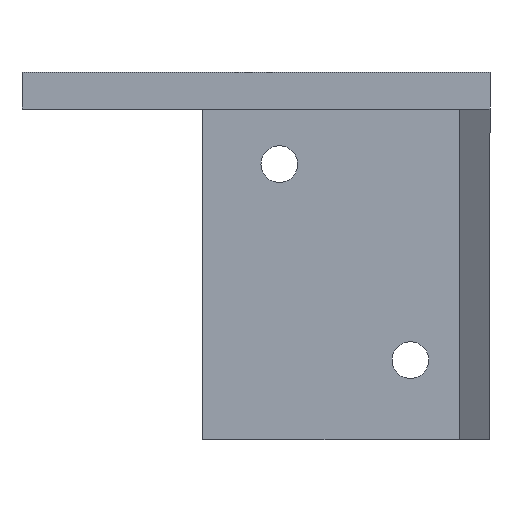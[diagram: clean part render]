
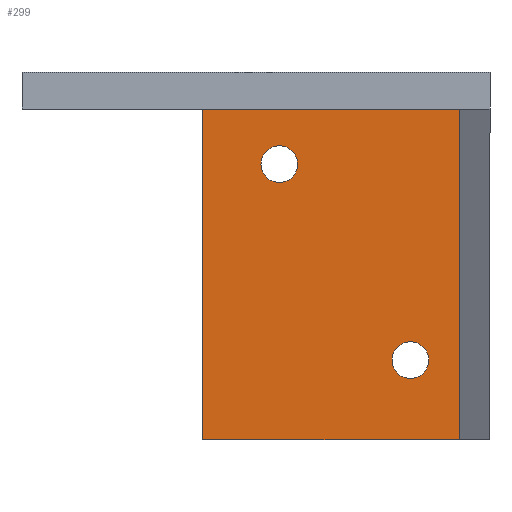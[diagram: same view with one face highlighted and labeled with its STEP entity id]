
A CAD part, front view. The second image highlights one B-rep face of the part: STEP entity #299.
In plain terms, the highlighted planar face has unit normal (0, -1, 0).
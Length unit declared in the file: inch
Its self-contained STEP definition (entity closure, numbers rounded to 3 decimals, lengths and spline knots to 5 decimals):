
#19=FACE_BOUND('',#54,.T.);
#20=FACE_BOUND('',#55,.T.);
#27=CIRCLE('',#338,0.075);
#28=CIRCLE('',#339,0.075);
#37=FACE_OUTER_BOUND('',#53,.T.);
#53=EDGE_LOOP('',(#212,#213,#214,#215));
#54=EDGE_LOOP('',(#216));
#55=EDGE_LOOP('',(#217));
#80=LINE('',#454,#112);
#81=LINE('',#457,#113);
#82=LINE('',#459,#114);
#83=LINE('',#460,#115);
#112=VECTOR('',#370,0.3937);
#113=VECTOR('',#373,0.3937);
#114=VECTOR('',#374,0.3937);
#115=VECTOR('',#375,0.3937);
#142=VERTEX_POINT('',#448);
#143=VERTEX_POINT('',#452);
#144=VERTEX_POINT('',#456);
#145=VERTEX_POINT('',#458);
#146=VERTEX_POINT('',#461);
#147=VERTEX_POINT('',#463);
#170=EDGE_CURVE('',#142,#143,#80,.T.);
#171=EDGE_CURVE('',#143,#144,#81,.T.);
#172=EDGE_CURVE('',#145,#144,#82,.T.);
#173=EDGE_CURVE('',#142,#145,#83,.T.);
#174=EDGE_CURVE('',#146,#146,#27,.T.);
#175=EDGE_CURVE('',#147,#147,#28,.T.);
#212=ORIENTED_EDGE('',*,*,#170,.T.);
#213=ORIENTED_EDGE('',*,*,#171,.T.);
#214=ORIENTED_EDGE('',*,*,#172,.F.);
#215=ORIENTED_EDGE('',*,*,#173,.F.);
#216=ORIENTED_EDGE('',*,*,#174,.F.);
#217=ORIENTED_EDGE('',*,*,#175,.F.);
#287=PLANE('',#337);
#299=ADVANCED_FACE('',(#37,#19,#20),#287,.F.);
#337=AXIS2_PLACEMENT_3D('',#455,#371,#372);
#338=AXIS2_PLACEMENT_3D('',#462,#376,#377);
#339=AXIS2_PLACEMENT_3D('',#464,#378,#379);
#370=DIRECTION('',(0.,0.,1.));
#371=DIRECTION('center_axis',(0.,1.,0.));
#372=DIRECTION('ref_axis',(0.,0.,1.));
#373=DIRECTION('',(-1.,0.,0.));
#374=DIRECTION('',(0.,0.,1.));
#375=DIRECTION('',(-1.,0.,0.));
#376=DIRECTION('center_axis',(0.,-1.,0.));
#377=DIRECTION('ref_axis',(1.,0.,0.));
#378=DIRECTION('center_axis',(0.,-1.,0.));
#379=DIRECTION('ref_axis',(1.,0.,0.));
#448=CARTESIAN_POINT('',(-0.125,0.,-1.5));
#452=CARTESIAN_POINT('',(-0.125,0.,-0.15));
#454=CARTESIAN_POINT('',(-0.125,0.,-0.7875));
#455=CARTESIAN_POINT('Origin',(-0.5865,0.,-0.75));
#456=CARTESIAN_POINT('',(-1.173,0.,-0.15));
#457=CARTESIAN_POINT('',(-0.77088,0.,-0.15));
#458=CARTESIAN_POINT('',(-1.173,0.,-1.5));
#459=CARTESIAN_POINT('',(-1.173,0.,-1.5));
#460=CARTESIAN_POINT('',(0.,0.,-1.5));
#461=CARTESIAN_POINT('',(-0.935,0.,-0.375));
#462=CARTESIAN_POINT('Origin',(-0.86,0.,-0.375));
#463=CARTESIAN_POINT('',(-0.4,0.,-1.175));
#464=CARTESIAN_POINT('Origin',(-0.325,0.,-1.175));
